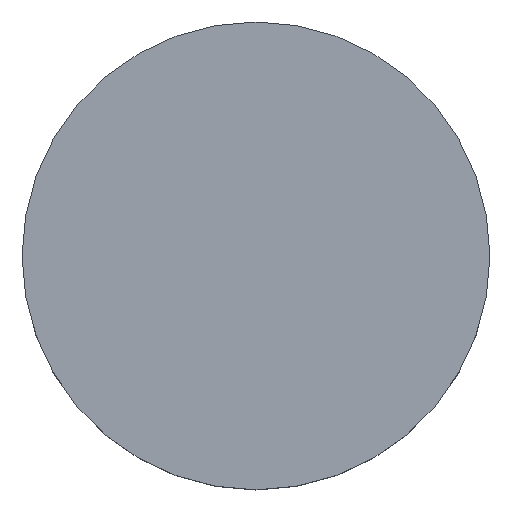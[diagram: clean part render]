
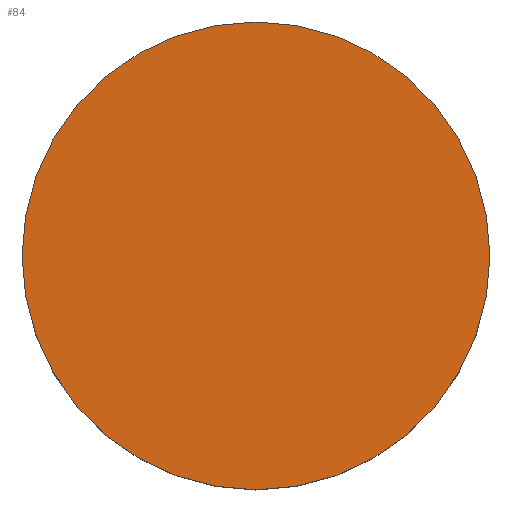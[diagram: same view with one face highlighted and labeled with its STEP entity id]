
A CAD part, top view. The second image highlights one B-rep face of the part: STEP entity #84.
In plain terms, the highlighted planar face has unit normal (0, 0, 1).
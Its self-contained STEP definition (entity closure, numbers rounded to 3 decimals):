
#1 = DIRECTION ( 'NONE',  ( 1., 0., 0. ) ) ;
#3 = EDGE_CURVE ( 'NONE', #69, #13, #106, .T. ) ;
#5 = CIRCLE ( 'NONE', #108, 21. ) ;
#8 = FACE_OUTER_BOUND ( 'NONE', #133, .T. ) ;
#13 = VERTEX_POINT ( 'NONE', #32 ) ;
#22 = ORIENTED_EDGE ( 'NONE', *, *, #3, .T. ) ;
#27 = CARTESIAN_POINT ( 'NONE',  ( 0., 0., 10. ) ) ;
#32 = CARTESIAN_POINT ( 'NONE',  ( 21., 0., 10. ) ) ;
#33 = DIRECTION ( 'NONE',  ( 0., 0., 1. ) ) ;
#40 = AXIS2_PLACEMENT_3D ( 'NONE', #27, #123, #1 ) ;
#49 = DIRECTION ( 'NONE',  ( 1., 0., 0. ) ) ;
#64 = CARTESIAN_POINT ( 'NONE',  ( 0., 0., 10. ) ) ;
#68 = EDGE_CURVE ( 'NONE', #13, #69, #5, .T. ) ;
#69 = VERTEX_POINT ( 'NONE', #81 ) ;
#81 = CARTESIAN_POINT ( 'NONE',  ( -21., 0., 10. ) ) ;
#84 = ADVANCED_FACE ( 'NONE', ( #8 ), #129, .T. ) ;
#91 = AXIS2_PLACEMENT_3D ( 'NONE', #107, #33, #99 ) ;
#99 = DIRECTION ( 'NONE',  ( 1., 0., 0. ) ) ;
#106 = CIRCLE ( 'NONE', #91, 21. ) ;
#107 = CARTESIAN_POINT ( 'NONE',  ( 0., 0., 10. ) ) ;
#108 = AXIS2_PLACEMENT_3D ( 'NONE', #64, #139, #49 ) ;
#113 = ORIENTED_EDGE ( 'NONE', *, *, #68, .T. ) ;
#123 = DIRECTION ( 'NONE',  ( 0., 0., 1. ) ) ;
#129 = PLANE ( 'NONE',  #40 ) ;
#133 = EDGE_LOOP ( 'NONE', ( #22, #113 ) ) ;
#139 = DIRECTION ( 'NONE',  ( 0., 0., 1. ) ) ;
